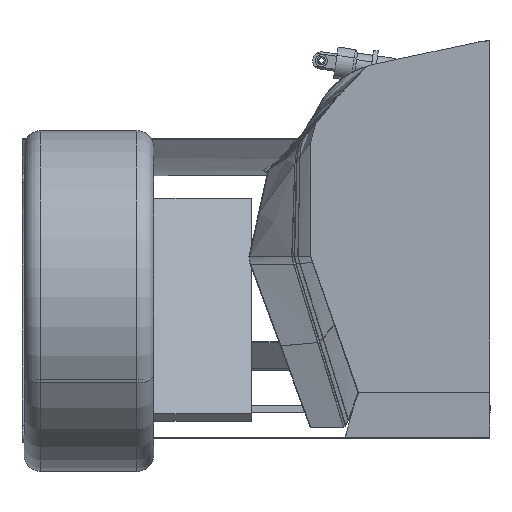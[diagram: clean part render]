
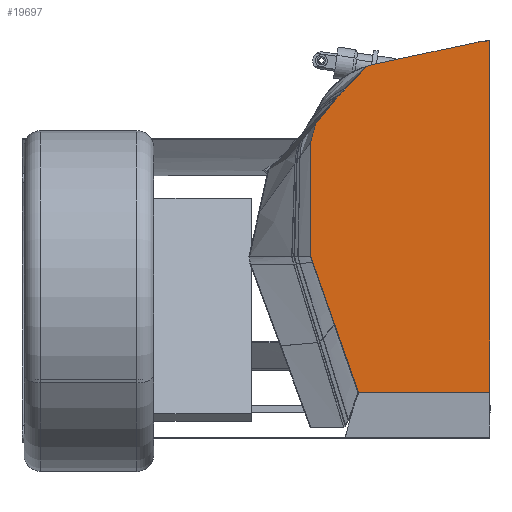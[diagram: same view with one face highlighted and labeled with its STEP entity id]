
A CAD part, left-side view. The second image highlights one B-rep face of the part: STEP entity #19697.
In plain terms, the highlighted planar face has unit normal (-1, 0, 0).
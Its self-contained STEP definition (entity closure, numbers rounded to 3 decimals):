
#18785=CARTESIAN_POINT('Vertex',(0.,0.,-517.3)) ;
#18788=CARTESIAN_POINT('Line Origine',(0.,96.747,-517.3)) ;
#18792=CARTESIAN_POINT('Vertex',(0.,193.495,-517.3)) ;
#18892=CARTESIAN_POINT('Line Origine',(0.,195.501,-511.589)) ;
#18896=CARTESIAN_POINT('Vertex',(0.,197.508,-505.879)) ;
#19383=CARTESIAN_POINT('Vertex',(0.,266.849,-308.523)) ;
#19388=CARTESIAN_POINT('Axis2P3D Location',(0.,230.292,-295.678)) ;
#19392=CARTESIAN_POINT('Vertex',(0.,269.04,-295.678)) ;
#19464=CARTESIAN_POINT('Line Origine',(0.,232.179,-407.201)) ;
#19637=CARTESIAN_POINT('Axis2P3D Location',(0.,0.,0.)) ;
#19643=CARTESIAN_POINT('Control Point',(0.,3.163,20.464)) ;
#19644=CARTESIAN_POINT('Control Point',(0.,2.527,20.546)) ;
#19645=CARTESIAN_POINT('Control Point',(0.,1.892,20.617)) ;
#19646=CARTESIAN_POINT('Control Point',(0.,1.259,20.676)) ;
#19647=CARTESIAN_POINT('Control Point',(0.,0.628,20.724)) ;
#19648=CARTESIAN_POINT('Control Point',(0.,0.,20.762)) ;
#19649=CARTESIAN_POINT('Vertex',(0.,3.163,20.464)) ;
#19651=CARTESIAN_POINT('Vertex',(0.,0.,20.762)) ;
#19654=CARTESIAN_POINT('Axis2P3D Location',(0.,-31.688,-249.282)) ;
#19658=CARTESIAN_POINT('Vertex',(0.,25.162,16.699)) ;
#19661=CARTESIAN_POINT('Line Origine',(0.,100.291,0.641)) ;
#19665=CARTESIAN_POINT('Vertex',(0.,175.42,-15.417)) ;
#19668=CARTESIAN_POINT('Axis2P3D Location',(0.,150.648,-131.319)) ;
#19672=CARTESIAN_POINT('Vertex',(0.,269.04,-125.823)) ;
#19675=CARTESIAN_POINT('Line Origine',(0.,269.04,-210.751)) ;
#19680=CARTESIAN_POINT('Line Origine',(0.,0.,-248.269)) ;
#18789=DIRECTION('Vector Direction',(0.,-1.,0.)) ;
#18893=DIRECTION('Vector Direction',(0.,-0.331,-0.943)) ;
#19389=DIRECTION('Axis2P3D Direction',(1.,0.,0.)) ;
#19465=DIRECTION('Vector Direction',(0.,-0.331,-0.943)) ;
#19638=DIRECTION('Axis2P3D Direction',(1.,0.,0.)) ;
#19639=DIRECTION('Axis2P3D XDirection',(0.,1.,0.)) ;
#19655=DIRECTION('Axis2P3D Direction',(1.,0.,0.)) ;
#19662=DIRECTION('Vector Direction',(0.,0.978,-0.209)) ;
#19669=DIRECTION('Axis2P3D Direction',(1.,0.,0.)) ;
#19676=DIRECTION('Vector Direction',(0.,0.,-1.)) ;
#19681=DIRECTION('Vector Direction',(0.,0.,1.)) ;
#19390=AXIS2_PLACEMENT_3D('Circle Axis2P3D',#19388,#19389,$) ;
#19640=AXIS2_PLACEMENT_3D('Plane Axis2P3D',#19637,#19638,#19639) ;
#19656=AXIS2_PLACEMENT_3D('Circle Axis2P3D',#19654,#19655,$) ;
#19670=AXIS2_PLACEMENT_3D('Circle Axis2P3D',#19668,#19669,$) ;
#19686=ORIENTED_EDGE('',*,*,#19653,.F.) ;
#19687=ORIENTED_EDGE('',*,*,#19660,.F.) ;
#19688=ORIENTED_EDGE('',*,*,#19667,.F.) ;
#19689=ORIENTED_EDGE('',*,*,#19674,.F.) ;
#19690=ORIENTED_EDGE('',*,*,#19679,.F.) ;
#19691=ORIENTED_EDGE('',*,*,#19394,.F.) ;
#19692=ORIENTED_EDGE('',*,*,#19468,.F.) ;
#19693=ORIENTED_EDGE('',*,*,#18898,.F.) ;
#19694=ORIENTED_EDGE('',*,*,#18794,.F.) ;
#19695=ORIENTED_EDGE('',*,*,#19684,.F.) ;
#18790=VECTOR('Line Direction',#18789,1.) ;
#18894=VECTOR('Line Direction',#18893,1.) ;
#19466=VECTOR('Line Direction',#19465,1.) ;
#19663=VECTOR('Line Direction',#19662,1.) ;
#19677=VECTOR('Line Direction',#19676,1.) ;
#19682=VECTOR('Line Direction',#19681,1.) ;
#19697=ADVANCED_FACE('',(#19696),#19641,.F.) ;
#19642=B_SPLINE_CURVE_WITH_KNOTS('',5,(#19643,#19644,#19645,#19646,#19647,#19648),.UNSPECIFIED.,.F.,.U.,(6,6),(0.,11.106),.UNSPECIFIED.) ;
#19391=CIRCLE('generated circle',#19390,38.748) ;
#19657=CIRCLE('generated circle',#19656,271.988) ;
#19671=CIRCLE('generated circle',#19670,118.52) ;
#18794=EDGE_CURVE('',#18786,#18793,#18791,.F.) ;
#18898=EDGE_CURVE('',#18793,#18897,#18895,.F.) ;
#19394=EDGE_CURVE('',#19384,#19393,#19391,.T.) ;
#19468=EDGE_CURVE('',#18897,#19384,#19467,.F.) ;
#19653=EDGE_CURVE('',#19650,#19652,#19642,.T.) ;
#19660=EDGE_CURVE('',#19659,#19650,#19657,.T.) ;
#19667=EDGE_CURVE('',#19666,#19659,#19664,.F.) ;
#19674=EDGE_CURVE('',#19673,#19666,#19671,.T.) ;
#19679=EDGE_CURVE('',#19393,#19673,#19678,.F.) ;
#19684=EDGE_CURVE('',#19652,#18786,#19683,.F.) ;
#19685=EDGE_LOOP('',(#19686,#19687,#19688,#19689,#19690,#19691,#19692,#19693,#19694,#19695)) ;
#19696=FACE_OUTER_BOUND('',#19685,.T.) ;
#18791=LINE('Line',#18788,#18790) ;
#18895=LINE('Line',#18892,#18894) ;
#19467=LINE('Line',#19464,#19466) ;
#19664=LINE('Line',#19661,#19663) ;
#19678=LINE('Line',#19675,#19677) ;
#19683=LINE('Line',#19680,#19682) ;
#19641=PLANE('Plane',#19640) ;
#18786=VERTEX_POINT('',#18785) ;
#18793=VERTEX_POINT('',#18792) ;
#18897=VERTEX_POINT('',#18896) ;
#19384=VERTEX_POINT('',#19383) ;
#19393=VERTEX_POINT('',#19392) ;
#19650=VERTEX_POINT('',#19649) ;
#19652=VERTEX_POINT('',#19651) ;
#19659=VERTEX_POINT('',#19658) ;
#19666=VERTEX_POINT('',#19665) ;
#19673=VERTEX_POINT('',#19672) ;
